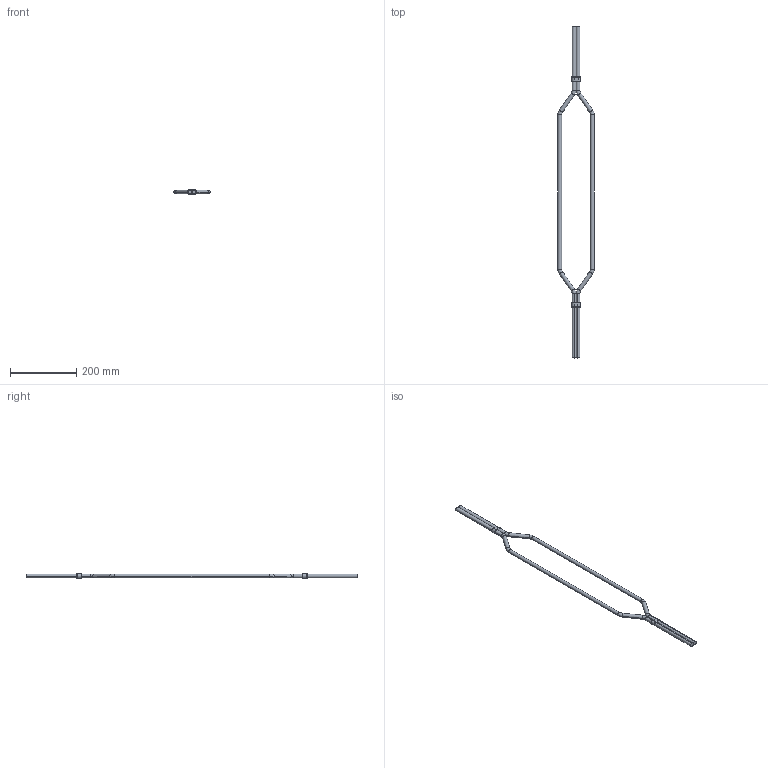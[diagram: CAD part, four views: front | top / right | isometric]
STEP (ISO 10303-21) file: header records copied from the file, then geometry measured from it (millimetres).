
FILE_DESCRIPTION (( 'STEP AP203' ), '1' );
FILE_NAME ('18308-240.step', '2015-09-17T14:52:28', ( '' ), ( '' ), 'SwSTEP 2.0', 'SolidWorks 2015', '' );
FILE_SCHEMA (( 'CONFIG_CONTROL_DESIGN' ));
Length unit declared in the file: millimetre
Products named in the file (1): 18308-240
Bounding box: 110 x 1000 x 14.1 mm (x, y, z)
Volume: 233740.2 mm3; surface area: 81586.2 mm2
Topology: 4 solids, 4 shells, 185 faces, 450 edges, 280 vertices
Faces by surface type: plane 77, bspline 48, cylinder 36, torus 24
Entity records: 7715 total; most frequent: CARTESIAN_POINT 3572, ORIENTED_EDGE 900, DIRECTION 722, EDGE_CURVE 450, VERTEX_POINT 280, VECTOR 262, LINE 262, AXIS2_PLACEMENT_3D 230
